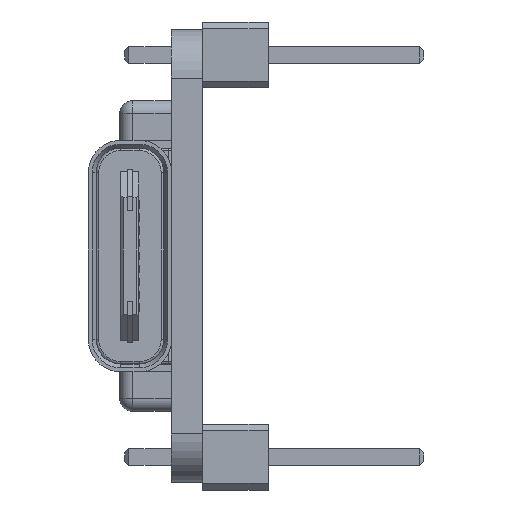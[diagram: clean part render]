
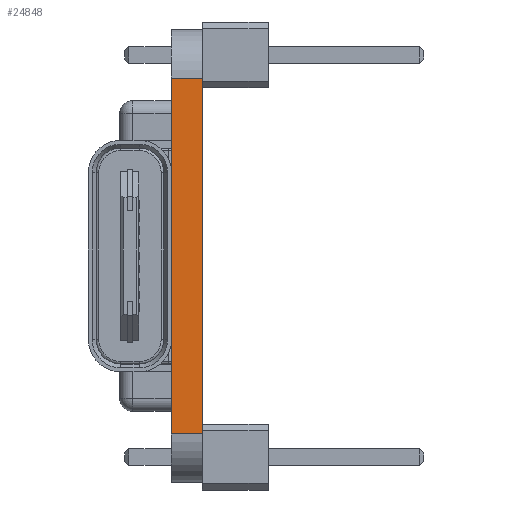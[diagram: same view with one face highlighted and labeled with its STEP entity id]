
A CAD part, left-side view. The second image highlights one B-rep face of the part: STEP entity #24848.
In plain terms, the highlighted face is planar.
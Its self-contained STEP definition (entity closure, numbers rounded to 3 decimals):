
#2512=FACE_OUTER_BOUND('',#3934,.T.);
#3934=EDGE_LOOP('',(#19486,#19487,#19488,#19489));
#6067=LINE('',#36826,#8835);
#6198=LINE('',#37148,#8966);
#6199=LINE('',#37152,#8967);
#6200=LINE('',#37153,#8968);
#8835=VECTOR('',#30542,10.);
#8966=VECTOR('',#30839,10.);
#8967=VECTOR('',#30844,10.);
#8968=VECTOR('',#30845,10.);
#11298=VERTEX_POINT('',#36823);
#11299=VERTEX_POINT('',#36825);
#11407=VERTEX_POINT('',#37147);
#11408=VERTEX_POINT('',#37151);
#14144=EDGE_CURVE('',#11298,#11299,#6067,.T.);
#14305=EDGE_CURVE('',#11299,#11407,#6198,.T.);
#14307=EDGE_CURVE('',#11408,#11298,#6199,.T.);
#14308=EDGE_CURVE('',#11407,#11408,#6200,.T.);
#19486=ORIENTED_EDGE('',*,*,#14305,.F.);
#19487=ORIENTED_EDGE('',*,*,#14144,.F.);
#19488=ORIENTED_EDGE('',*,*,#14307,.F.);
#19489=ORIENTED_EDGE('',*,*,#14308,.F.);
#23688=PLANE('',#26839);
#24848=ADVANCED_FACE('',(#2512),#23688,.T.);
#26839=AXIS2_PLACEMENT_3D('',#37150,#30842,#30843);
#30542=DIRECTION('',(-1.,0.,0.));
#30839=DIRECTION('',(0.,0.,-1.));
#30842=DIRECTION('center_axis',(0.,1.,0.));
#30843=DIRECTION('ref_axis',(-1.,0.,0.));
#30844=DIRECTION('',(0.,0.,1.));
#30845=DIRECTION('',(1.,0.,0.));
#36823=CARTESIAN_POINT('',(6.87,10.5,1.2));
#36825=CARTESIAN_POINT('',(-6.87,10.5,1.2));
#36826=CARTESIAN_POINT('',(-8.75,10.5,1.2));
#37147=CARTESIAN_POINT('',(-6.87,10.5,0.));
#37148=CARTESIAN_POINT('',(-6.87,10.5,0.));
#37150=CARTESIAN_POINT('Origin',(8.75,10.5,0.));
#37151=CARTESIAN_POINT('',(6.87,10.5,0.));
#37152=CARTESIAN_POINT('',(6.87,10.5,0.));
#37153=CARTESIAN_POINT('',(-8.75,10.5,0.));
